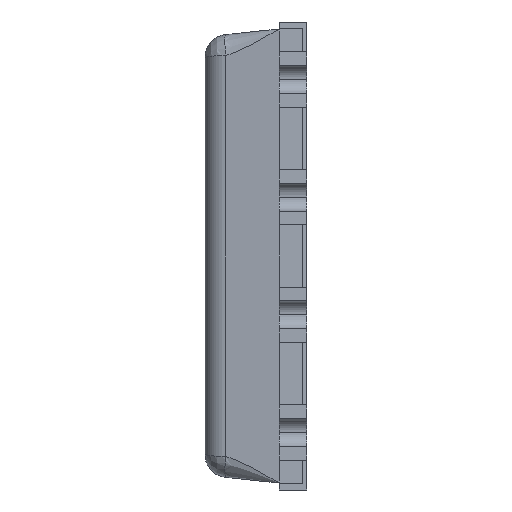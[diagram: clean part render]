
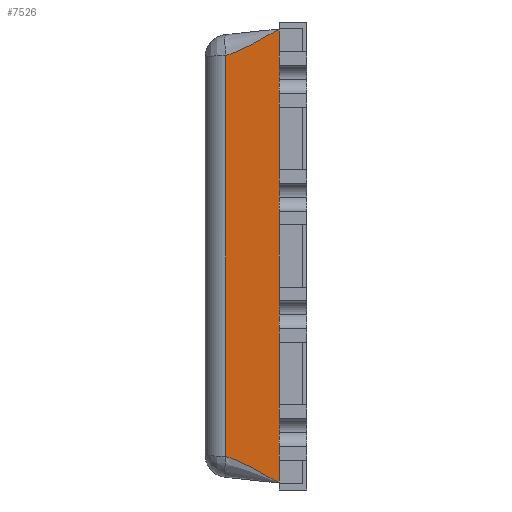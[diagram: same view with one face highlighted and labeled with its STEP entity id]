
A CAD part, left-side view. The second image highlights one B-rep face of the part: STEP entity #7526.
In plain terms, the highlighted planar face has unit normal (-0.995, 0.104, 0).
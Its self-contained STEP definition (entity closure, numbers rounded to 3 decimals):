
#8 = ORIENTED_EDGE ( 'NONE', *, *, #6349, .T. ) ;
#101 = ORIENTED_EDGE ( 'NONE', *, *, #5877, .T. ) ;
#164 = LINE ( 'NONE', #811, #5870 ) ;
#265 = ORIENTED_EDGE ( 'NONE', *, *, #3355, .T. ) ;
#276 = EDGE_CURVE ( 'NONE', #6167, #1007, #7562, .T. ) ;
#397 = CARTESIAN_POINT ( 'NONE',  ( -2.875, 0.3, -2.45 ) ) ;
#560 = DIRECTION ( 'NONE',  ( 0., 0., 1. ) ) ;
#672 = CARTESIAN_POINT ( 'NONE',  ( -2.875, 0.3, -2.45 ) ) ;
#794 = EDGE_LOOP ( 'NONE', ( #1147, #1305, #4517, #265, #4465, #2113, #6978, #5627, #1777, #101, #4140, #8 ) ) ;
#811 = CARTESIAN_POINT ( 'NONE',  ( -2.875, 0.3, -2.45 ) ) ;
#1002 = VERTEX_POINT ( 'NONE', #6698 ) ;
#1007 = VERTEX_POINT ( 'NONE', #6092 ) ;
#1011 = EDGE_CURVE ( 'NONE', #7513, #1002, #3563, .T. ) ;
#1147 = ORIENTED_EDGE ( 'NONE', *, *, #1793, .T. ) ;
#1251 = CARTESIAN_POINT ( 'NONE',  ( -2.814, 0.876, -2.162 ) ) ;
#1299 = CARTESIAN_POINT ( 'NONE',  ( -2.875, 0.3, -2.45 ) ) ;
#1305 = ORIENTED_EDGE ( 'NONE', *, *, #1361, .T. ) ;
#1312 = VERTEX_POINT ( 'NONE', #3145 ) ;
#1353 = DIRECTION ( 'NONE',  ( 0., 0., 1. ) ) ;
#1361 = EDGE_CURVE ( 'NONE', #4612, #5268, #7319, .T. ) ;
#1373 = EDGE_CURVE ( 'NONE', #6970, #6167, #164, .T. ) ;
#1699 = CARTESIAN_POINT ( 'NONE',  ( -2.875, 0.3, -0.935 ) ) ;
#1763 = CARTESIAN_POINT ( 'NONE',  ( -2.814, 0.876, 2.162 ) ) ;
#1777 = ORIENTED_EDGE ( 'NONE', *, *, #4194, .T. ) ;
#1793 = EDGE_CURVE ( 'NONE', #2111, #4612, #1879, .T. ) ;
#1851 = DIRECTION ( 'NONE',  ( 0., 0., 1. ) ) ;
#1879 = B_SPLINE_CURVE_WITH_KNOTS ( 'NONE', 3,
 ( #2388, #7237, #7208, #6064 ),
 .UNSPECIFIED., .F., .F.,
 ( 4, 4 ),
 ( -0.003, -0.002 ),
 .UNSPECIFIED. ) ;
#1905 = CARTESIAN_POINT ( 'NONE',  ( -2.875, 0.3, 0.335 ) ) ;
#2111 = VERTEX_POINT ( 'NONE', #3299 ) ;
#2112 = LINE ( 'NONE', #4818, #5600 ) ;
#2113 = ORIENTED_EDGE ( 'NONE', *, *, #1373, .T. ) ;
#2388 = CARTESIAN_POINT ( 'NONE',  ( -2.875, 0.3, 2.45 ) ) ;
#2613 = LINE ( 'NONE', #7011, #5814 ) ;
#2644 = FACE_OUTER_BOUND ( 'NONE', #794, .T. ) ;
#2928 = VECTOR ( 'NONE', #1353, 1000. ) ;
#2991 = LINE ( 'NONE', #5253, #5240 ) ;
#3039 = LINE ( 'NONE', #397, #6442 ) ;
#3145 = CARTESIAN_POINT ( 'NONE',  ( -2.875, 0.3, 0.935 ) ) ;
#3195 = CARTESIAN_POINT ( 'NONE',  ( -2.875, 0.3, -2.45 ) ) ;
#3264 = CARTESIAN_POINT ( 'NONE',  ( -2.875, 0.3, 1.605 ) ) ;
#3299 = CARTESIAN_POINT ( 'NONE',  ( -2.875, 0.3, 2.45 ) ) ;
#3355 = EDGE_CURVE ( 'NONE', #4936, #6214, #2613, .T. ) ;
#3448 = DIRECTION ( 'NONE',  ( 0., 0., 1. ) ) ;
#3563 = LINE ( 'NONE', #6725, #5834 ) ;
#3601 = VECTOR ( 'NONE', #1851, 1000. ) ;
#3602 = AXIS2_PLACEMENT_3D ( 'NONE', #3195, #6282, #4429 ) ;
#3682 = B_SPLINE_CURVE_WITH_KNOTS ( 'NONE', 3,
 ( #6596, #6673, #5957, #4789 ),
 .UNSPECIFIED., .F., .F.,
 ( 4, 4 ),
 ( -0.001, 0. ),
 .UNSPECIFIED. ) ;
#3697 = EDGE_CURVE ( 'NONE', #1007, #6352, #2991, .T. ) ;
#3792 = LINE ( 'NONE', #672, #3601 ) ;
#3812 = LINE ( 'NONE', #4535, #4457 ) ;
#3878 = VECTOR ( 'NONE', #6170, 1000. ) ;
#3943 = CARTESIAN_POINT ( 'NONE',  ( -2.875, 0.3, -2.45 ) ) ;
#3959 = DIRECTION ( 'NONE',  ( 0., 0., 1. ) ) ;
#4140 = ORIENTED_EDGE ( 'NONE', *, *, #1011, .T. ) ;
#4194 = EDGE_CURVE ( 'NONE', #6352, #1312, #3812, .T. ) ;
#4429 = DIRECTION ( 'NONE',  ( -0.105, -0.995, 0. ) ) ;
#4454 = DIRECTION ( 'NONE',  ( 0., 0., 1. ) ) ;
#4457 = VECTOR ( 'NONE', #3959, 1000. ) ;
#4465 = ORIENTED_EDGE ( 'NONE', *, *, #6832, .T. ) ;
#4517 = ORIENTED_EDGE ( 'NONE', *, *, #5824, .T. ) ;
#4535 = CARTESIAN_POINT ( 'NONE',  ( -2.875, 0.3, -2.45 ) ) ;
#4612 = VERTEX_POINT ( 'NONE', #1763 ) ;
#4789 = CARTESIAN_POINT ( 'NONE',  ( -2.875, 0.3, -2.45 ) ) ;
#4818 = CARTESIAN_POINT ( 'NONE',  ( -2.875, 0.3, -2.45 ) ) ;
#4936 = VERTEX_POINT ( 'NONE', #3943 ) ;
#5152 = DIRECTION ( 'NONE',  ( 0., 0., 1. ) ) ;
#5240 = VECTOR ( 'NONE', #3448, 1000. ) ;
#5253 = CARTESIAN_POINT ( 'NONE',  ( -2.875, 0.3, -2.45 ) ) ;
#5268 = VERTEX_POINT ( 'NONE', #1251 ) ;
#5600 = VECTOR ( 'NONE', #560, 1000. ) ;
#5627 = ORIENTED_EDGE ( 'NONE', *, *, #3697, .T. ) ;
#5645 = DIRECTION ( 'NONE',  ( 0., 0., 1. ) ) ;
#5814 = VECTOR ( 'NONE', #7071, 1000. ) ;
#5824 = EDGE_CURVE ( 'NONE', #5268, #4936, #3682, .T. ) ;
#5834 = VECTOR ( 'NONE', #5645, 1000. ) ;
#5870 = VECTOR ( 'NONE', #4454, 1000. ) ;
#5877 = EDGE_CURVE ( 'NONE', #1312, #7513, #2112, .T. ) ;
#5957 = CARTESIAN_POINT ( 'NONE',  ( -2.855, 0.49, -2.337 ) ) ;
#6064 = CARTESIAN_POINT ( 'NONE',  ( -2.814, 0.876, 2.162 ) ) ;
#6092 = CARTESIAN_POINT ( 'NONE',  ( -2.875, 0.3, -0.335 ) ) ;
#6167 = VERTEX_POINT ( 'NONE', #1699 ) ;
#6170 = DIRECTION ( 'NONE',  ( 0., 0., -1. ) ) ;
#6214 = VERTEX_POINT ( 'NONE', #6471 ) ;
#6282 = DIRECTION ( 'NONE',  ( -0.995, 0.105, 0. ) ) ;
#6349 = EDGE_CURVE ( 'NONE', #1002, #2111, #3792, .T. ) ;
#6352 = VERTEX_POINT ( 'NONE', #1905 ) ;
#6442 = VECTOR ( 'NONE', #5152, 1000. ) ;
#6471 = CARTESIAN_POINT ( 'NONE',  ( -2.875, 0.3, -2.205 ) ) ;
#6596 = CARTESIAN_POINT ( 'NONE',  ( -2.814, 0.876, -2.162 ) ) ;
#6673 = CARTESIAN_POINT ( 'NONE',  ( -2.835, 0.681, -2.224 ) ) ;
#6698 = CARTESIAN_POINT ( 'NONE',  ( -2.875, 0.3, 2.205 ) ) ;
#6725 = CARTESIAN_POINT ( 'NONE',  ( -2.875, 0.3, -2.45 ) ) ;
#6741 = CARTESIAN_POINT ( 'NONE',  ( -2.875, 0.3, -1.605 ) ) ;
#6832 = EDGE_CURVE ( 'NONE', #6214, #6970, #3039, .T. ) ;
#6838 = PLANE ( 'NONE',  #3602 ) ;
#6970 = VERTEX_POINT ( 'NONE', #6741 ) ;
#6978 = ORIENTED_EDGE ( 'NONE', *, *, #276, .T. ) ;
#7011 = CARTESIAN_POINT ( 'NONE',  ( -2.875, 0.3, -2.45 ) ) ;
#7071 = DIRECTION ( 'NONE',  ( 0., 0., 1. ) ) ;
#7208 = CARTESIAN_POINT ( 'NONE',  ( -2.835, 0.681, 2.224 ) ) ;
#7237 = CARTESIAN_POINT ( 'NONE',  ( -2.855, 0.49, 2.337 ) ) ;
#7305 = CARTESIAN_POINT ( 'NONE',  ( -2.814, 0.876, -2.117 ) ) ;
#7319 = LINE ( 'NONE', #7305, #3878 ) ;
#7513 = VERTEX_POINT ( 'NONE', #3264 ) ;
#7526 = ADVANCED_FACE ( 'NONE', ( #2644 ), #6838, .T. ) ;
#7562 = LINE ( 'NONE', #1299, #2928 ) ;
